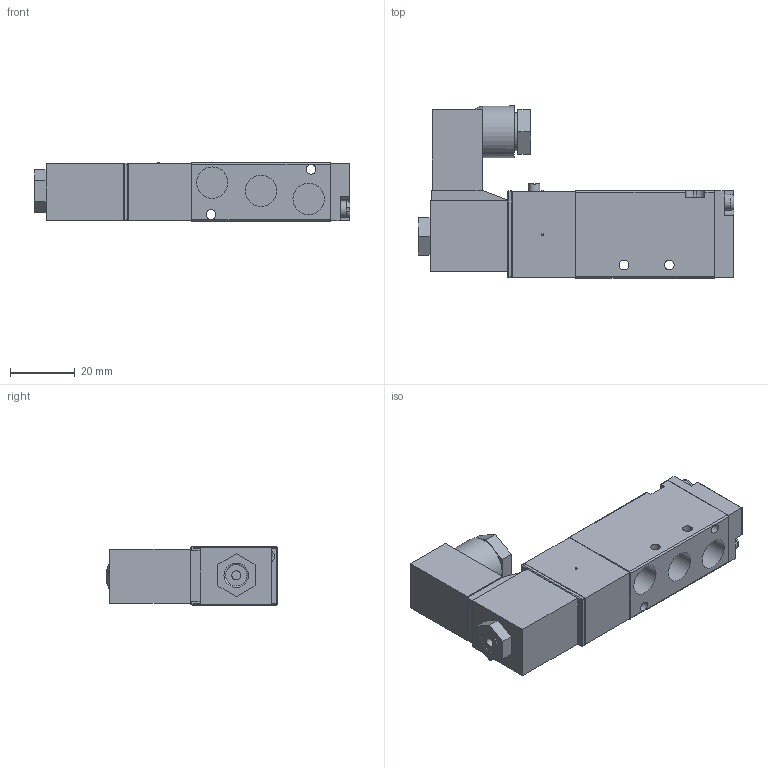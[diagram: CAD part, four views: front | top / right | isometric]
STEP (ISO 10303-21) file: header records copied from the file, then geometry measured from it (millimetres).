
FILE_DESCRIPTION(('CAx-IF Rec.Pracs.---Model Styling and Organization---1.5---2016-08-15','CAx-IF Rec.Pracs.---Geometric and Assembly Validation Properties---4.4---2016-08-17','CAx-IF Rec.Pracs.---User Defined Attributes---1.5---2016-08-15','CAx-IF Rec.Pracs.---External References---2.1---2005-01-19'),'2;1');
FILE_NAME('соленоид.stp','2024-02-17T19:40:25',('Unspecified'),('Unspecified'),'CAD Exchanger 3.24.0 (cadexchanger.com)','Unspecified','');
FILE_SCHEMA(('AP242_MANAGED_MODEL_BASED_3D_ENGINEERING_MIM_LF { 1 0 10303 442 1 1 4 }'));
Length unit declared in the file: millimetre
Products named in the file (1): соленоид
Bounding box: 97.7 x 53.2 x 18.15 mm (x, y, z)
Volume: 45818.6 mm3; surface area: 17169.1 mm2
Topology: 1 solids, 1 shells, 337 faces, 869 edges, 558 vertices
Faces by surface type: plane 223, cylinder 49, extrusion 40, torus 11, cone 10, sphere 4
Full cylindrical faces by diameter (mm): 0.6 x2, 2.8 x1, 3 x4, 3.5 x1, 4 x2, 5 x2, 6.6 x1, 9 x1, 9.7 x5, 11.699 x1, 16 x1
Entity records: 16125 total; most frequent: CARTESIAN_POINT 5935, ORIENTED_EDGE 1730, DIRECTION 1492, EDGE_CURVE 865, VECTOR 610, LINE 570, VERTEX_POINT 558, AXIS2_PLACEMENT_3D 441
